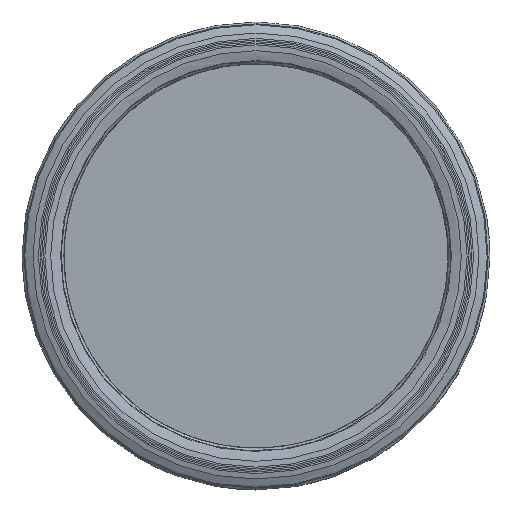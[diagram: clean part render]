
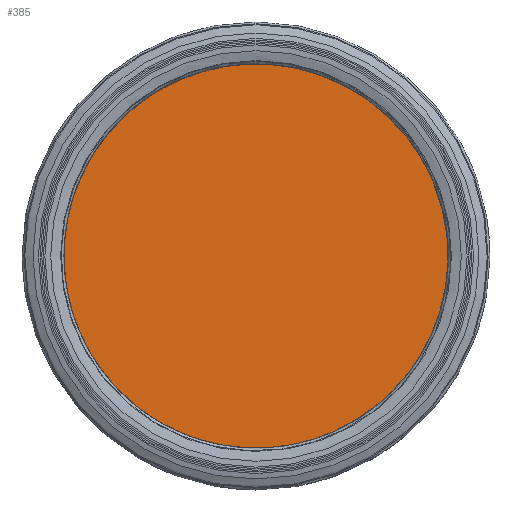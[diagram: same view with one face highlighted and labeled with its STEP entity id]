
A CAD part, front view. The second image highlights one B-rep face of the part: STEP entity #385.
In plain terms, the highlighted planar face has unit normal (0, -1, 0).
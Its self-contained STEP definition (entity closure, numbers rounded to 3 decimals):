
#169=PLANE('',#1192);
#200=FACE_OUTER_BOUND('',#603,.T.);
#261=B_SPLINE_CURVE_WITH_KNOTS('',3,(#2104,#2105,#2106,#2107,#2108,#2109,
#2110,#2111,#2112,#2113,#2114,#2115,#2116,#2117,#2118,#2119,#2120,#2121,
#2122,#2123,#2124,#2125,#2126,#2127,#2128,#2129,#2130,#2131,#2132,#2133,
#2134,#2135,#2136,#2137,#2138,#2139,#2140,#2141,#2142,#2143,#2144,#2145,
#2146,#2147,#2148,#2149,#2150,#2151,#2152,#2153,#2154,#2155),
 .UNSPECIFIED.,.T.,.F.,(2,2,2,2,2,2,2,2,2,2,2,2,2,2,2,2,2,2,2,2,2,2,2,2,
2,2,2,2),(-0.063,0.,0.031,0.063,0.094,0.125,
0.188,0.25,0.281,0.313,0.344,0.375,0.406,0.438,0.469,0.5,0.563,
0.625,0.656,0.688,0.719,0.75,0.813,0.844,0.875,0.938,1.,1.031),
 .UNSPECIFIED.);
#385=ADVANCED_FACE('',(#200),#169,.F.);
#603=EDGE_LOOP('',(#827));
#827=ORIENTED_EDGE('',*,*,#1029,.T.);
#917=VERTEX_POINT('',#2156);
#1029=EDGE_CURVE('',#917,#917,#261,.T.);
#1192=AXIS2_PLACEMENT_3D('',#2353,#1452,#1453);
#1452=DIRECTION('',(0.,1.,0.));
#1453=DIRECTION('',(0.,0.,1.));
#2104=CARTESIAN_POINT('',(42.037,1.568,-0.919));
#2105=CARTESIAN_POINT('',(41.134,1.568,7.293));
#2106=CARTESIAN_POINT('',(40.57,1.568,9.955));
#2107=CARTESIAN_POINT('',(38.935,1.568,15.135));
#2108=CARTESIAN_POINT('',(37.849,1.568,17.679));
#2109=CARTESIAN_POINT('',(35.218,1.568,22.468));
#2110=CARTESIAN_POINT('',(33.683,1.568,24.708));
#2111=CARTESIAN_POINT('',(30.181,1.568,28.881));
#2112=CARTESIAN_POINT('',(28.197,1.568,30.822));
#2113=CARTESIAN_POINT('',(21.832,1.568,35.925));
#2114=CARTESIAN_POINT('',(16.87,1.568,38.504));
#2115=CARTESIAN_POINT('',(6.443,1.568,41.54));
#2116=CARTESIAN_POINT('',(0.871,1.568,42.029));
#2117=CARTESIAN_POINT('',(-7.236,1.568,41.142));
#2118=CARTESIAN_POINT('',(-9.951,1.568,40.571));
#2119=CARTESIAN_POINT('',(-15.149,1.568,38.93));
#2120=CARTESIAN_POINT('',(-17.646,1.568,37.864));
#2121=CARTESIAN_POINT('',(-22.434,1.568,35.239));
#2122=CARTESIAN_POINT('',(-24.719,1.568,33.675));
#2123=CARTESIAN_POINT('',(-28.88,1.568,30.182));
#2124=CARTESIAN_POINT('',(-30.785,1.568,28.24));
#2125=CARTESIAN_POINT('',(-34.229,1.568,23.949));
#2126=CARTESIAN_POINT('',(-35.717,1.568,21.663));
#2127=CARTESIAN_POINT('',(-38.226,1.568,16.846));
#2128=CARTESIAN_POINT('',(-39.257,1.568,14.283));
#2129=CARTESIAN_POINT('',(-40.786,1.568,9.033));
#2130=CARTESIAN_POINT('',(-41.286,1.568,6.364));
#2131=CARTESIAN_POINT('',(-41.763,1.568,0.939));
#2132=CARTESIAN_POINT('',(-41.733,1.568,-1.837));
#2133=CARTESIAN_POINT('',(-40.844,1.568,-9.949));
#2134=CARTESIAN_POINT('',(-39.161,1.568,-15.28));
#2135=CARTESIAN_POINT('',(-33.94,1.568,-24.803));
#2136=CARTESIAN_POINT('',(-30.347,1.568,-29.09));
#2137=CARTESIAN_POINT('',(-23.991,1.568,-34.197));
#2138=CARTESIAN_POINT('',(-21.669,1.568,-35.714));
#2139=CARTESIAN_POINT('',(-16.832,1.568,-38.233));
#2140=CARTESIAN_POINT('',(-14.313,1.568,-39.245));
#2141=CARTESIAN_POINT('',(-9.075,1.568,-40.776));
#2142=CARTESIAN_POINT('',(-6.351,1.568,-41.288));
#2143=CARTESIAN_POINT('',(-0.938,1.568,-41.763));
#2144=CARTESIAN_POINT('',(1.781,1.568,-41.737));
#2145=CARTESIAN_POINT('',(9.978,1.568,-40.845));
#2146=CARTESIAN_POINT('',(15.24,1.568,-39.183));
#2147=CARTESIAN_POINT('',(22.438,1.568,-35.237));
#2148=CARTESIAN_POINT('',(24.679,1.568,-33.704));
#2149=CARTESIAN_POINT('',(28.852,1.568,-30.209));
#2150=CARTESIAN_POINT('',(30.795,1.568,-28.226));
#2151=CARTESIAN_POINT('',(35.908,1.568,-21.86));
#2152=CARTESIAN_POINT('',(38.489,1.568,-16.903));
#2153=CARTESIAN_POINT('',(41.535,1.568,-6.479));
#2154=CARTESIAN_POINT('',(42.037,1.568,-0.919));
#2155=CARTESIAN_POINT('',(41.134,1.568,7.293));
#2156=CARTESIAN_POINT('',(41.435,1.568,4.555));
#2353=CARTESIAN_POINT('',(0.,1.568,0.));
